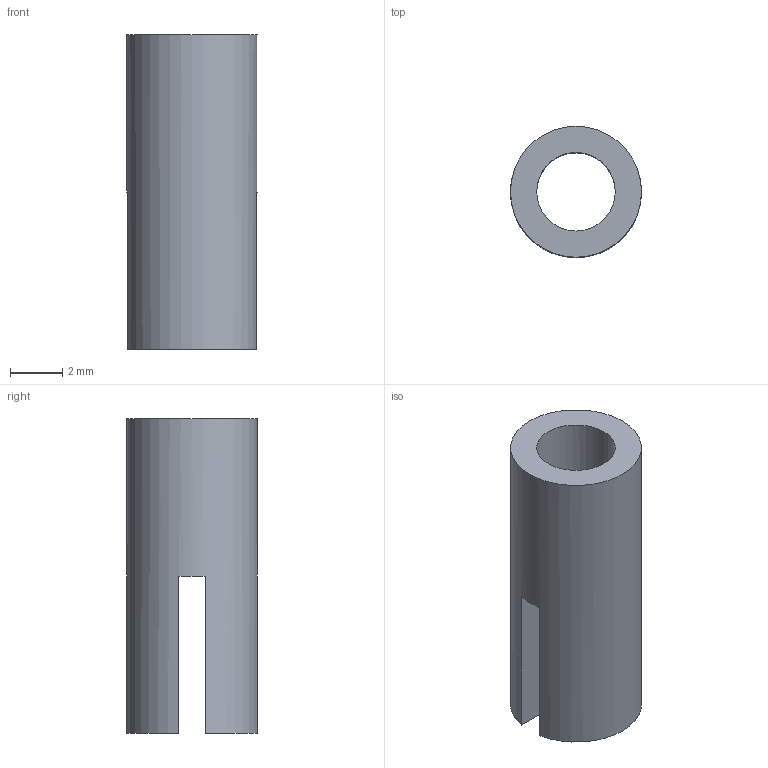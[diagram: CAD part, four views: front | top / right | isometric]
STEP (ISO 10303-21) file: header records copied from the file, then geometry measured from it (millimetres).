
FILE_DESCRIPTION(/* description */ (''),/* implementation_level */ '2;1');
FILE_NAME(/* name */ 'column-right.step',/* time_stamp */ '2023-01-13T13:55:40+08:00',/* author */ (''),/* organization */ (''),/* preprocessor_version */ 'ST-DEVELOPER v19.2',/* originating_system */ 'Autodesk Translation Framework v11.17.0.187',/* authorisation */ '');
FILE_SCHEMA (('AUTOMOTIVE_DESIGN { 1 0 10303 214 3 1 1 }'));
Length unit declared in the file: millimetre
Products named in the file (1): column-right
Bounding box: 5 x 5 x 12 mm (x, y, z)
Volume: 138.7 mm3; surface area: 327.3 mm2
Topology: 1 solids, 1 shells, 11 faces, 30 edges, 20 vertices
Faces by surface type: plane 9, cylinder 2
Full cylindrical faces by diameter (mm): 3 x1, 5 x1
Entity records: 393 total; most frequent: DIRECTION 66, CARTESIAN_POINT 62, ORIENTED_EDGE 60, EDGE_CURVE 30, AXIS2_PLACEMENT_3D 24, VERTEX_POINT 20, LINE 18, VECTOR 18
